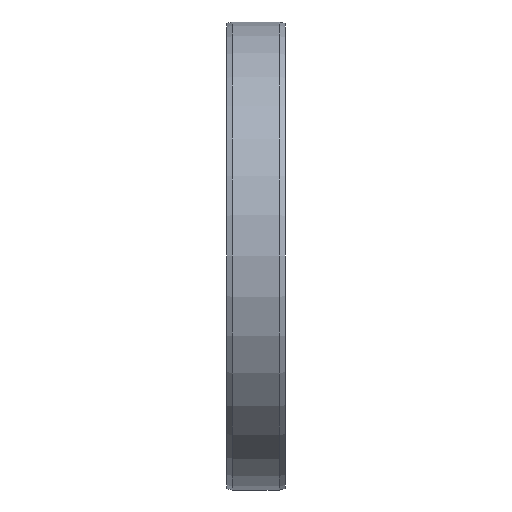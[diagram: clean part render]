
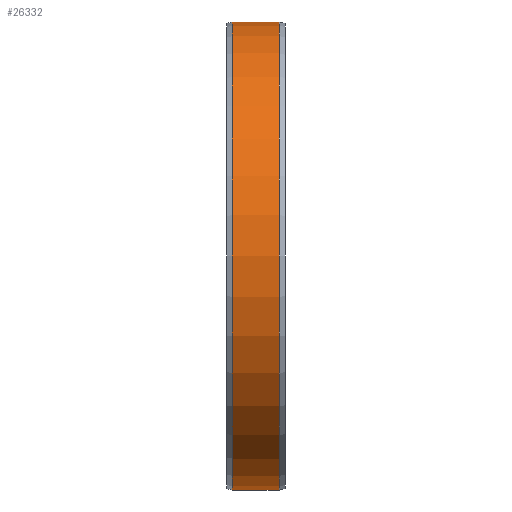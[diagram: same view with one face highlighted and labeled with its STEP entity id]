
A CAD part, left-side view. The second image highlights one B-rep face of the part: STEP entity #26332.
In plain terms, the highlighted cylindrical face has radius 40 mm (diameter 80 mm), a partial arc.
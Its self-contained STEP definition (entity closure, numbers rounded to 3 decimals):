
#25608=CARTESIAN_POINT('',(0.,-4.,0.));
#25609=DIRECTION('',(0.,1.,0.));
#25610=DIRECTION('',(0.,0.,-1.));
#25611=AXIS2_PLACEMENT_3D('',#25608,#25609,#25610);
#25616=DIRECTION('',(0.,1.,0.));
#25617=VECTOR('',#25616,8.);
#25618=CARTESIAN_POINT('',(0.,-4.,-40.));
#25619=LINE('',#25618,#25617);
#25631=DIRECTION('',(0.,1.,0.));
#25632=VECTOR('',#25631,8.);
#25633=CARTESIAN_POINT('',(0.,-4.,40.));
#25634=LINE('',#25633,#25632);
#25660=CARTESIAN_POINT('',(0.,4.,0.));
#25661=DIRECTION('',(0.,1.,0.));
#25662=DIRECTION('',(0.,0.,-1.));
#25663=AXIS2_PLACEMENT_3D('',#25660,#25661,#25662);
#25969=CARTESIAN_POINT('',(0.,-4.,-40.));
#25971=VERTEX_POINT('',#25969);
#25972=CARTESIAN_POINT('',(0.,4.,-40.));
#25973=VERTEX_POINT('',#25972);
#26013=CARTESIAN_POINT('',(0.,-4.,40.));
#26015=VERTEX_POINT('',#26013);
#26016=CARTESIAN_POINT('',(0.,4.,40.));
#26017=VERTEX_POINT('',#26016);
#26318=CARTESIAN_POINT('',(0.,-5.5,0.));
#26319=DIRECTION('',(0.,1.,0.));
#26320=DIRECTION('',(0.,0.,-1.));
#26321=AXIS2_PLACEMENT_3D('',#26318,#26319,#26320);
#26322=CYLINDRICAL_SURFACE('',#26321,40.);
#26324=ORIENTED_EDGE('',*,*,#26323,.T.);
#26326=ORIENTED_EDGE('',*,*,#26325,.T.);
#26328=ORIENTED_EDGE('',*,*,#26327,.F.);
#26329=ORIENTED_EDGE('',*,*,#26311,.F.);
#26330=EDGE_LOOP('',(#26324,#26326,#26328,#26329));
#26331=FACE_OUTER_BOUND('',#26330,.F.);
#25612=CIRCLE('',#25611,40.);
#25664=CIRCLE('',#25663,40.);
#26311=EDGE_CURVE('',#25971,#26015,#25612,.T.);
#26323=EDGE_CURVE('',#25971,#25973,#25619,.T.);
#26325=EDGE_CURVE('',#25973,#26017,#25664,.T.);
#26327=EDGE_CURVE('',#26015,#26017,#25634,.T.);
#26332=ADVANCED_FACE('',(#26331),#26322,.T.);
